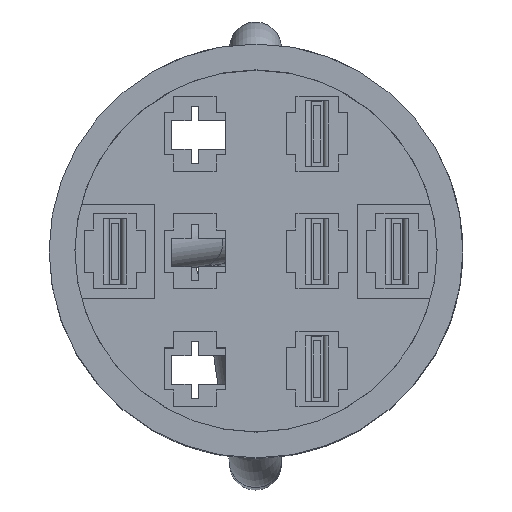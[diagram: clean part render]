
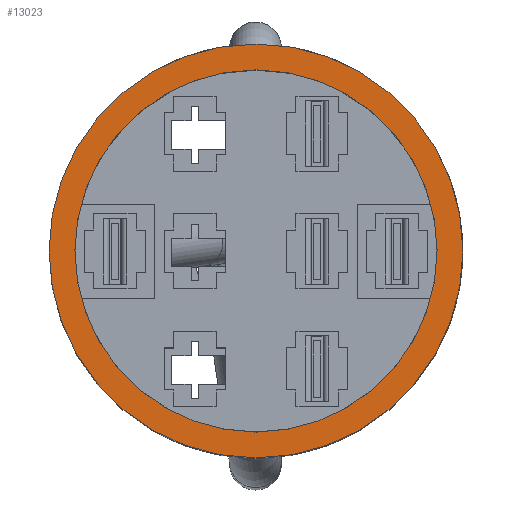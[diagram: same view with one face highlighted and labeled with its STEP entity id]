
A CAD part, top view. The second image highlights one B-rep face of the part: STEP entity #13023.
In plain terms, the highlighted planar face has unit normal (0, 0, 1).
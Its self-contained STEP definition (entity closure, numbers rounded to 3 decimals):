
#339=FACE_BOUND('',#1900,.T.);
#406=CIRCLE('',#13492,8.8);
#419=CIRCLE('',#13518,7.7);
#1193=FACE_OUTER_BOUND('',#1899,.T.);
#1899=EDGE_LOOP('',(#10941));
#1900=EDGE_LOOP('',(#10942));
#5737=VERTEX_POINT('',#19809);
#5770=VERTEX_POINT('',#19902);
#7221=EDGE_CURVE('',#5737,#5737,#406,.T.);
#7268=EDGE_CURVE('',#5770,#5770,#419,.T.);
#10941=ORIENTED_EDGE('',*,*,#7221,.F.);
#10942=ORIENTED_EDGE('',*,*,#7268,.T.);
#12461=PLANE('',#13735);
#13023=ADVANCED_FACE('',(#1193,#339),#12461,.T.);
#13492=AXIS2_PLACEMENT_3D('',#19810,#15493,#15494);
#13518=AXIS2_PLACEMENT_3D('',#19903,#15579,#15580);
#13735=AXIS2_PLACEMENT_3D('',#21062,#16399,#16400);
#15493=DIRECTION('center_axis',(0.,0.,
-1.));
#15494=DIRECTION('ref_axis',(0.,-1.,0.));
#15579=DIRECTION('center_axis',(0.,0.,
-1.));
#15580=DIRECTION('ref_axis',(0.,-1.,0.));
#16399=DIRECTION('center_axis',(0.,0.,
1.));
#16400=DIRECTION('ref_axis',(-1.,0.,0.));
#19809=CARTESIAN_POINT('',(0.,8.8,16.4));
#19810=CARTESIAN_POINT('Origin',(0.,0.,
16.4));
#19902=CARTESIAN_POINT('',(0.,7.7,16.4));
#19903=CARTESIAN_POINT('Origin',(0.,0.,
16.4));
#21062=CARTESIAN_POINT('Origin',(0.,0.,
16.4));
